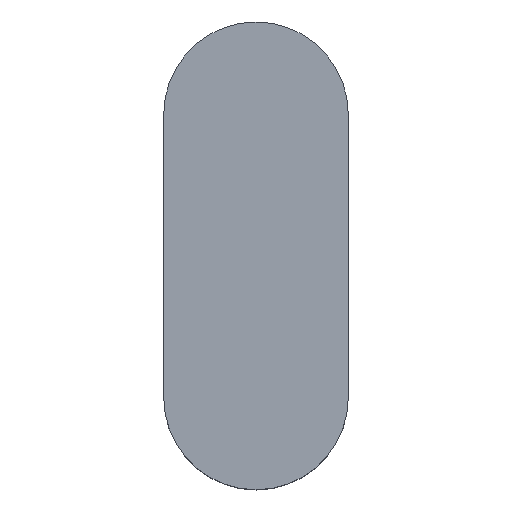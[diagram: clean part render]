
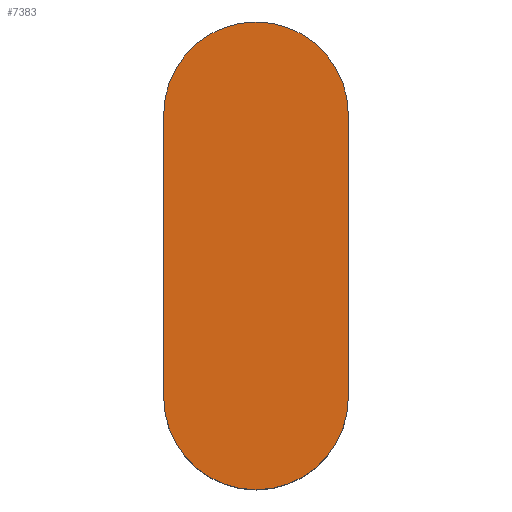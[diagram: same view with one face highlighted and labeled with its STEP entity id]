
A CAD part, top view. The second image highlights one B-rep face of the part: STEP entity #7383.
In plain terms, the highlighted planar face has unit normal (0, 0, 1).
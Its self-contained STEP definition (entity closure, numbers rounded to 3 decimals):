
#1011=PLANE('',#7919);
#1112=FACE_OUTER_BOUND('',#1569,.T.);
#1569=EDGE_LOOP('',(#4842,#4843,#4844,#4845));
#2068=LINE('',#9939,#2319);
#2069=LINE('',#9942,#2320);
#2319=VECTOR('',#8540,10.);
#2320=VECTOR('',#8543,10.);
#2577=CIRCLE('',#7920,15.);
#2578=CIRCLE('',#7921,15.);
#2841=VERTEX_POINT('',#9935);
#2842=VERTEX_POINT('',#9936);
#2843=VERTEX_POINT('',#9938);
#2844=VERTEX_POINT('',#9940);
#3629=EDGE_CURVE('',#2841,#2842,#2577,.T.);
#3630=EDGE_CURVE('',#2841,#2843,#2068,.T.);
#3631=EDGE_CURVE('',#2844,#2843,#2578,.T.);
#3632=EDGE_CURVE('',#2844,#2842,#2069,.T.);
#4842=ORIENTED_EDGE('',*,*,#3629,.F.);
#4843=ORIENTED_EDGE('',*,*,#3630,.T.);
#4844=ORIENTED_EDGE('',*,*,#3631,.F.);
#4845=ORIENTED_EDGE('',*,*,#3632,.T.);
#7383=ADVANCED_FACE('',(#1112),#1011,.T.);
#7919=AXIS2_PLACEMENT_3D('',#9934,#8536,#8537);
#7920=AXIS2_PLACEMENT_3D('',#9937,#8538,#8539);
#7921=AXIS2_PLACEMENT_3D('',#9941,#8541,#8542);
#8536=DIRECTION('center_axis',(0.,0.,1.));
#8537=DIRECTION('ref_axis',(1.,0.,0.));
#8538=DIRECTION('center_axis',(0.,0.,-1.));
#8539=DIRECTION('ref_axis',(-0.707,-0.707,0.));
#8540=DIRECTION('',(0.,1.,0.));
#8541=DIRECTION('center_axis',(0.,0.,-1.));
#8542=DIRECTION('ref_axis',(-0.707,0.707,0.));
#8543=DIRECTION('',(0.,-1.,0.));
#9934=CARTESIAN_POINT('Origin',(0.,0.,
25.));
#9935=CARTESIAN_POINT('',(15.,-23.,25.));
#9936=CARTESIAN_POINT('',(-15.,-23.,25.));
#9937=CARTESIAN_POINT('Origin',(0.,-23.,25.));
#9938=CARTESIAN_POINT('',(15.,23.,25.));
#9939=CARTESIAN_POINT('',(15.,-38.,25.));
#9940=CARTESIAN_POINT('',(-15.,23.,25.));
#9941=CARTESIAN_POINT('Origin',(0.,23.,25.));
#9942=CARTESIAN_POINT('',(-15.,38.,25.));
